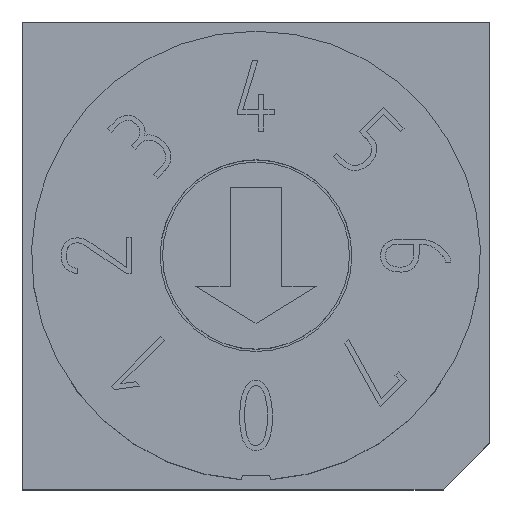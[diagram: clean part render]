
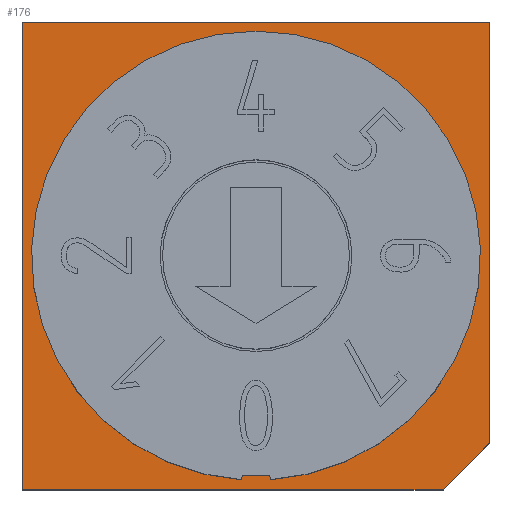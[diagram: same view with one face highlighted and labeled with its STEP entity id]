
A CAD part, top view. The second image highlights one B-rep face of the part: STEP entity #176.
In plain terms, the highlighted planar face has unit normal (0, 0, 1).
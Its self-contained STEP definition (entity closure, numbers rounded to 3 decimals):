
#176 = ADVANCED_FACE( '', ( #497, #498 ), #499, .T. );
#497 = FACE_OUTER_BOUND( '', #986, .T. );
#498 = FACE_BOUND( '', #987, .T. );
#499 = PLANE( '', #988 );
#986 = EDGE_LOOP( '', ( #1487, #1488, #1489, #1490, #1491 ) );
#987 = EDGE_LOOP( '', ( #1492, #1493, #1494, #1495 ) );
#988 = AXIS2_PLACEMENT_3D( '', #1496, #1497, #1498 );
#1487 = ORIENTED_EDGE( '', *, *, #3067, .T. );
#1488 = ORIENTED_EDGE( '', *, *, #3068, .T. );
#1489 = ORIENTED_EDGE( '', *, *, #3069, .T. );
#1490 = ORIENTED_EDGE( '', *, *, #3070, .T. );
#1491 = ORIENTED_EDGE( '', *, *, #3071, .T. );
#1492 = ORIENTED_EDGE( '', *, *, #3072, .T. );
#1493 = ORIENTED_EDGE( '', *, *, #3073, .F. );
#1494 = ORIENTED_EDGE( '', *, *, #3074, .F. );
#1495 = ORIENTED_EDGE( '', *, *, #3075, .F. );
#1496 = CARTESIAN_POINT( '', ( -5., -5., 2.8 ) );
#1497 = DIRECTION( '', ( 0., 0., 1. ) );
#1498 = DIRECTION( '', ( 1., 0., 0. ) );
#3067 = EDGE_CURVE( '', #3599, #3600, #3601, .T. );
#3068 = EDGE_CURVE( '', #3600, #3602, #3603, .F. );
#3069 = EDGE_CURVE( '', #3602, #3604, #3605, .T. );
#3070 = EDGE_CURVE( '', #3604, #3606, #3607, .T. );
#3071 = EDGE_CURVE( '', #3606, #3599, #3608, .T. );
#3072 = EDGE_CURVE( '', #3609, #3610, #3611, .T. );
#3073 = EDGE_CURVE( '', #3612, #3610, #3613, .T. );
#3074 = EDGE_CURVE( '', #3614, #3612, #3615, .T. );
#3075 = EDGE_CURVE( '', #3609, #3614, #3616, .T. );
#3599 = VERTEX_POINT( '', #4387 );
#3600 = VERTEX_POINT( '', #4388 );
#3601 = LINE( '', #4389, #4390 );
#3602 = VERTEX_POINT( '', #4391 );
#3603 = LINE( '', #4392, #4393 );
#3604 = VERTEX_POINT( '', #4394 );
#3605 = LINE( '', #4395, #4396 );
#3606 = VERTEX_POINT( '', #4397 );
#3607 = LINE( '', #4398, #4399 );
#3608 = LINE( '', #4400, #4401 );
#3609 = VERTEX_POINT( '', #4402 );
#3610 = VERTEX_POINT( '', #4403 );
#3611 = CIRCLE( '', #4404, 4.8 );
#3612 = VERTEX_POINT( '', #4405 );
#3613 = LINE( '', #4406, #4407 );
#3614 = VERTEX_POINT( '', #4408 );
#3615 = CIRCLE( '', #4409, 4.7 );
#3616 = LINE( '', #4410, #4411 );
#4387 = CARTESIAN_POINT( '', ( -5., -5., 2.8 ) );
#4388 = CARTESIAN_POINT( '', ( 4., -5., 2.8 ) );
#4389 = CARTESIAN_POINT( '', ( -5., -5., 2.8 ) );
#4390 = VECTOR( '', #6030, 1000. );
#4391 = CARTESIAN_POINT( '', ( 5., -4., 2.8 ) );
#4392 = CARTESIAN_POINT( '', ( -0.5, -9.5, 2.8 ) );
#4393 = VECTOR( '', #6031, 1000. );
#4394 = CARTESIAN_POINT( '', ( 5., 5., 2.8 ) );
#4395 = CARTESIAN_POINT( '', ( 5., -5., 2.8 ) );
#4396 = VECTOR( '', #6032, 1000. );
#4397 = CARTESIAN_POINT( '', ( -5., 5., 2.8 ) );
#4398 = CARTESIAN_POINT( '', ( 5., 5., 2.8 ) );
#4399 = VECTOR( '', #6033, 1000. );
#4400 = CARTESIAN_POINT( '', ( -5., 5., 2.8 ) );
#4401 = VECTOR( '', #6034, 1000. );
#4402 = CARTESIAN_POINT( '', ( -0.303, -4.79, 2.8 ) );
#4403 = CARTESIAN_POINT( '', ( 0.303, -4.79, 2.8 ) );
#4404 = AXIS2_PLACEMENT_3D( '', #6035, #6036, #6037 );
#4405 = CARTESIAN_POINT( '', ( 0.297, -4.691, 2.8 ) );
#4406 = CARTESIAN_POINT( '', ( 0.303, -4.79, 2.8 ) );
#4407 = VECTOR( '', #6038, 1000. );
#4408 = CARTESIAN_POINT( '', ( -0.297, -4.691, 2.8 ) );
#4409 = AXIS2_PLACEMENT_3D( '', #6039, #6040, #6041 );
#4410 = CARTESIAN_POINT( '', ( -0.297, -4.691, 2.8 ) );
#4411 = VECTOR( '', #6042, 1000. );
#6030 = DIRECTION( '', ( 1., 0., 0. ) );
#6031 = DIRECTION( '', ( -0.707, -0.707, 0. ) );
#6032 = DIRECTION( '', ( 0., 1., 0. ) );
#6033 = DIRECTION( '', ( -1., 0., 0. ) );
#6034 = DIRECTION( '', ( 0., -1., 0. ) );
#6035 = CARTESIAN_POINT( '', ( 0., 0., 2.8 ) );
#6036 = DIRECTION( '', ( 0., 0., -1. ) );
#6037 = DIRECTION( '', ( 1., 0., 0. ) );
#6038 = DIRECTION( '', ( 0.063, -0.998, 0. ) );
#6039 = CARTESIAN_POINT( '', ( 0., 0., 2.8 ) );
#6040 = DIRECTION( '', ( 0., 0., 1. ) );
#6041 = DIRECTION( '', ( 1., 0., 0. ) );
#6042 = DIRECTION( '', ( 0.063, 0.998, 0. ) );
